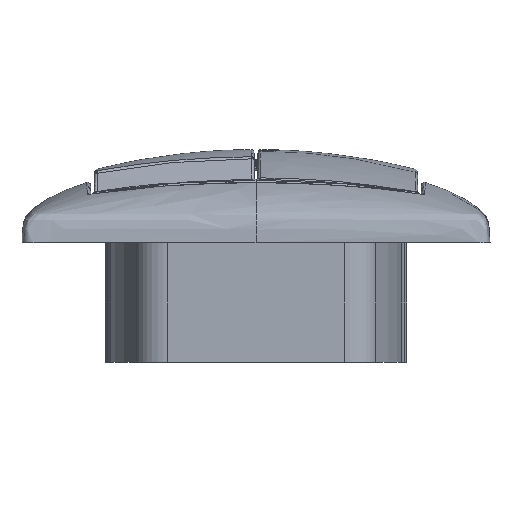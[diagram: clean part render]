
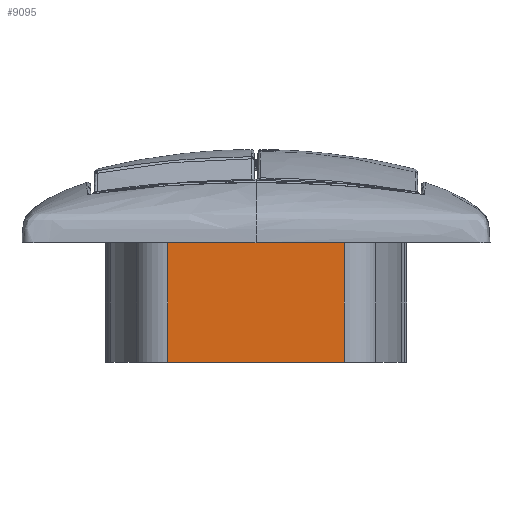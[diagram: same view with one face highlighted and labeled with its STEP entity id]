
A CAD part, front view. The second image highlights one B-rep face of the part: STEP entity #9095.
In plain terms, the highlighted planar face has unit normal (0, -1, 0).
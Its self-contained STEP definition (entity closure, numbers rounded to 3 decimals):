
#298 = CARTESIAN_POINT ( 'NONE',  ( 15.481, -25.7, -6. ) ) ;
#5936 = VERTEX_POINT ( 'NONE', #21766 ) ;
#9095 = ADVANCED_FACE ( 'NONE', ( #32552 ), #71625, .F. ) ;
#11098 = ORIENTED_EDGE ( 'NONE', *, *, #57926, .F. ) ;
#12668 = VERTEX_POINT ( 'NONE', #20599 ) ;
#15600 = CARTESIAN_POINT ( 'NONE',  ( 15.481, -25.7, -27. ) ) ;
#17395 = CARTESIAN_POINT ( 'NONE',  ( -15.481, -25.7, -6. ) ) ;
#18306 = CARTESIAN_POINT ( 'NONE',  ( -15.481, -25.7, -6. ) ) ;
#20599 = CARTESIAN_POINT ( 'NONE',  ( -15.481, -25.7, -27. ) ) ;
#21766 = CARTESIAN_POINT ( 'NONE',  ( -15.481, -25.7, -6. ) ) ;
#23757 = EDGE_CURVE ( 'NONE', #5936, #73463, #56105, .T. ) ;
#26080 = DIRECTION ( 'NONE',  ( 0., 1., 0. ) ) ;
#27721 = CARTESIAN_POINT ( 'NONE',  ( 15.481, -25.7, -13. ) ) ;
#32552 = FACE_OUTER_BOUND ( 'NONE', #71571, .T. ) ;
#36227 = CARTESIAN_POINT ( 'NONE',  ( 5.16, -25.7, -27. ) ) ;
#36759 = CARTESIAN_POINT ( 'NONE',  ( -15.481, -25.7, -27. ) ) ;
#37173 = EDGE_CURVE ( 'NONE', #73463, #39212, #68008, .T. ) ;
#39212 = VERTEX_POINT ( 'NONE', #46880 ) ;
#39835 = DIRECTION ( 'NONE',  ( 1., 0., 0. ) ) ;
#45881 = CARTESIAN_POINT ( 'NONE',  ( -15.481, -25.7, -5.5 ) ) ;
#46880 = CARTESIAN_POINT ( 'NONE',  ( 15.481, -25.7, -27. ) ) ;
#50765 = EDGE_CURVE ( 'NONE', #39212, #12668, #66390, .T. ) ;
#53954 = CARTESIAN_POINT ( 'NONE',  ( 15.481, -25.7, -20. ) ) ;
#56105 = B_SPLINE_CURVE_WITH_KNOTS ( 'NONE', 3,
 ( #18306, #76293, #64282, #84022 ),
 .UNSPECIFIED., .F., .F.,
 ( 4, 4 ),
 ( 0., 1. ),
 .UNSPECIFIED. ) ;
#57926 = EDGE_CURVE ( 'NONE', #12668, #5936, #61029, .T. ) ;
#61029 = B_SPLINE_CURVE_WITH_KNOTS ( 'NONE', 3,
 ( #36759, #70227, #62529, #17395 ),
 .UNSPECIFIED., .F., .F.,
 ( 4, 4 ),
 ( 0., 1. ),
 .UNSPECIFIED. ) ;
#61575 = CARTESIAN_POINT ( 'NONE',  ( -15.481, -25.7, -27. ) ) ;
#62529 = CARTESIAN_POINT ( 'NONE',  ( -15.481, -25.7, -13. ) ) ;
#64282 = CARTESIAN_POINT ( 'NONE',  ( 5.16, -25.7, -6. ) ) ;
#66390 = B_SPLINE_CURVE_WITH_KNOTS ( 'NONE', 3,
 ( #15600, #36227, #74862, #61575 ),
 .UNSPECIFIED., .F., .F.,
 ( 4, 4 ),
 ( 0., 1. ),
 .UNSPECIFIED. ) ;
#67642 = ORIENTED_EDGE ( 'NONE', *, *, #23757, .F. ) ;
#68008 = B_SPLINE_CURVE_WITH_KNOTS ( 'NONE', 3,
 ( #81381, #27721, #53954, #73670 ),
 .UNSPECIFIED., .F., .F.,
 ( 4, 4 ),
 ( 0., 1. ),
 .UNSPECIFIED. ) ;
#70096 = AXIS2_PLACEMENT_3D ( 'NONE', #45881, #26080, #39835 ) ;
#70227 = CARTESIAN_POINT ( 'NONE',  ( -15.481, -25.7, -20. ) ) ;
#71571 = EDGE_LOOP ( 'NONE', ( #11098, #73041, #80201, #67642 ) ) ;
#71625 = PLANE ( 'NONE',  #70096 ) ;
#73041 = ORIENTED_EDGE ( 'NONE', *, *, #50765, .F. ) ;
#73463 = VERTEX_POINT ( 'NONE', #298 ) ;
#73670 = CARTESIAN_POINT ( 'NONE',  ( 15.481, -25.7, -27. ) ) ;
#74862 = CARTESIAN_POINT ( 'NONE',  ( -5.16, -25.7, -27. ) ) ;
#76293 = CARTESIAN_POINT ( 'NONE',  ( -5.16, -25.7, -6. ) ) ;
#80201 = ORIENTED_EDGE ( 'NONE', *, *, #37173, .F. ) ;
#81381 = CARTESIAN_POINT ( 'NONE',  ( 15.481, -25.7, -6. ) ) ;
#84022 = CARTESIAN_POINT ( 'NONE',  ( 15.481, -25.7, -6. ) ) ;
